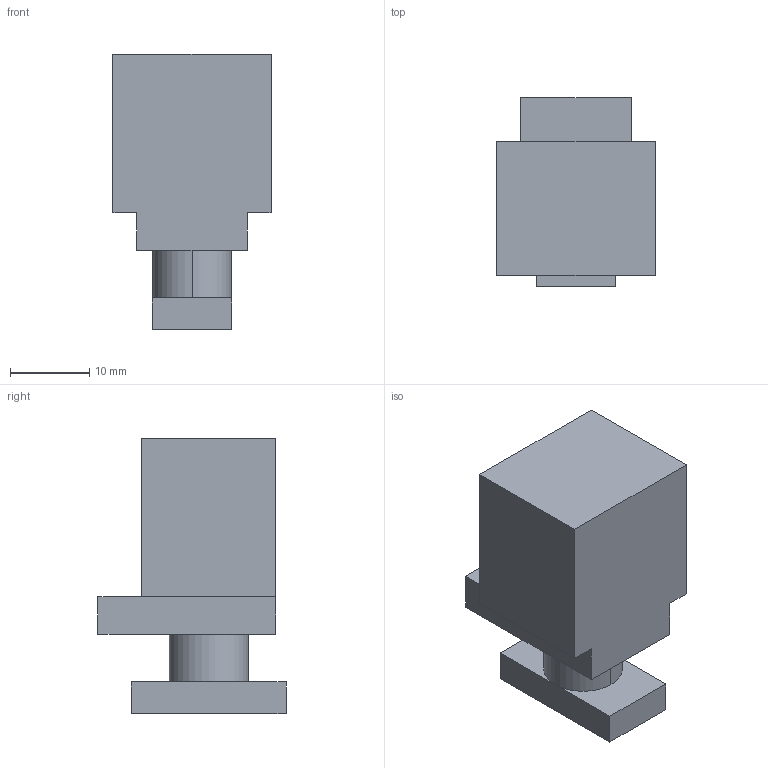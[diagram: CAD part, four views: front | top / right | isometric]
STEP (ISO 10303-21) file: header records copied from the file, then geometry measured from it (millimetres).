
FILE_DESCRIPTION(('STEP AP214'),'1');
FILE_NAME('cctmp_995D526A-CD62-4ADC-9FBC-0CEFA8848E05_2020_1_20_7_55_17_219..stp','2020-01-20T06:55:17',('Bosch Rexroth AG'),('CADClick - www.CADClick.com'),'Spatial InterOp 3D',' ','unknown authorization - (Healing Option Enabled)');
FILE_SCHEMA(('AUTOMOTIVE_DESIGN'));
Length unit declared in the file: millimetre
Products named in the file (1): 2020_01_20__07-55-17-219
Bounding box: 20 x 23.8 x 34.8 mm (x, y, z)
Volume: 9567.2 mm3; surface area: 3324.6 mm2
Topology: 1 solids, 1 shells, 21 faces, 50 edges, 32 vertices
Faces by surface type: plane 19, cylinder 2
Entity records: 790 total; most frequent: CARTESIAN_POINT 104, DIRECTION 100, ORIENTED_EDGE 100, EDGE_CURVE 50, LINE 44, VECTOR 44, VERTEX_POINT 32, AXIS2_PLACEMENT_3D 28
